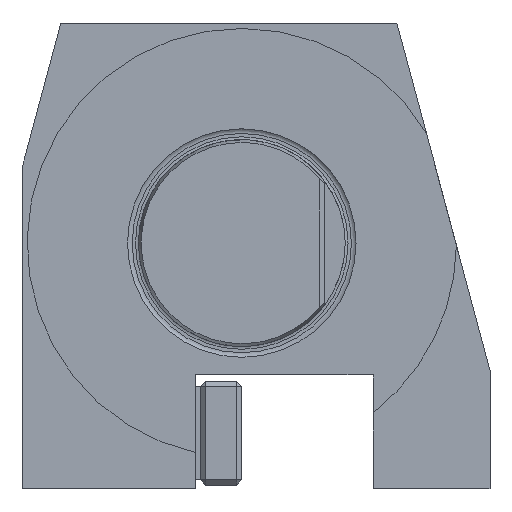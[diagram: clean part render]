
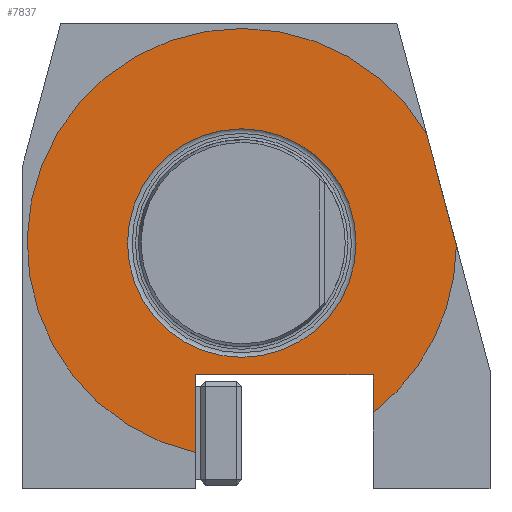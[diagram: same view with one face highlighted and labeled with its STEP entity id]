
A CAD part, front view. The second image highlights one B-rep face of the part: STEP entity #7837.
In plain terms, the highlighted planar face has unit normal (0, -1, 0).
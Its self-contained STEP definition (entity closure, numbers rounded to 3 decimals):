
#1104 = DIRECTION ( 'NONE',  ( 0., 1., 0. ) ) ;
#1442 = DIRECTION ( 'NONE',  ( 0., -1., 0. ) ) ;
#1449 = CARTESIAN_POINT ( 'NONE',  ( 25.4, 0., -32.819 ) ) ;
#1691 = DIRECTION ( 'NONE',  ( 0., -1., 0. ) ) ;
#1809 = AXIS2_PLACEMENT_3D ( 'NONE', #9003, #1442, #7949 ) ;
#1842 = EDGE_LOOP ( 'NONE', ( #13545 ) ) ;
#1951 = ORIENTED_EDGE ( 'NONE', *, *, #7731, .T. ) ;
#2002 = AXIS2_PLACEMENT_3D ( 'NONE', #11439, #1691, #13603 ) ;
#2980 = CARTESIAN_POINT ( 'NONE',  ( -9., 0., -25.5 ) ) ;
#3177 = CIRCLE ( 'NONE', #10408, 41.5 ) ;
#3341 = AXIS2_PLACEMENT_3D ( 'NONE', #6428, #1104, #9735 ) ;
#3719 = DIRECTION ( 'NONE',  ( 0., 0., -1. ) ) ;
#3909 = DIRECTION ( 'NONE',  ( -0.259, 0., 0.966 ) ) ;
#3917 = VERTEX_POINT ( 'NONE', #8468 ) ;
#3983 = EDGE_CURVE ( 'NONE', #3917, #8834, #5827, .T. ) ;
#4162 = DIRECTION ( 'NONE',  ( 0., 0., 1. ) ) ;
#4229 = CARTESIAN_POINT ( 'NONE',  ( -9., 0., 0. ) ) ;
#4365 = FACE_OUTER_BOUND ( 'NONE', #7328, .T. ) ;
#4391 = VERTEX_POINT ( 'NONE', #1449 ) ;
#4684 = CARTESIAN_POINT ( 'NONE',  ( 37.132, 0., 15.884 ) ) ;
#4944 = VECTOR ( 'NONE', #4162, 1000. ) ;
#5436 = VERTEX_POINT ( 'NONE', #2980 ) ;
#5507 = LINE ( 'NONE', #10904, #13088 ) ;
#5644 = DIRECTION ( 'NONE',  ( 0., 1., 0. ) ) ;
#5782 = DIRECTION ( 'NONE',  ( -1., 0., 0. ) ) ;
#5827 = CIRCLE ( 'NONE', #3341, 41.5 ) ;
#6242 = VERTEX_POINT ( 'NONE', #13186 ) ;
#6391 = CARTESIAN_POINT ( 'NONE',  ( 25.4, 0., -25.5 ) ) ;
#6428 = CARTESIAN_POINT ( 'NONE',  ( 0., 0., 0. ) ) ;
#6550 = CARTESIAN_POINT ( 'NONE',  ( 35.733, 0., 21.105 ) ) ;
#6583 = VERTEX_POINT ( 'NONE', #6391 ) ;
#7328 = EDGE_LOOP ( 'NONE', ( #8352, #12995, #1951, #12422, #14016, #7757 ) ) ;
#7341 = VERTEX_POINT ( 'NONE', #10580 ) ;
#7342 = EDGE_CURVE ( 'NONE', #6242, #8834, #9244, .T. ) ;
#7593 = LINE ( 'NONE', #4229, #4944 ) ;
#7731 = EDGE_CURVE ( 'NONE', #5436, #6583, #5507, .T. ) ;
#7757 = ORIENTED_EDGE ( 'NONE', *, *, #7342, .T. ) ;
#7837 = ADVANCED_FACE ( 'Defeature completata2_2', ( #4365, #8838 ), #10375, .T. ) ;
#7949 = DIRECTION ( 'NONE',  ( 1., 0., 0. ) ) ;
#8053 = VECTOR ( 'NONE', #3909, 1000. ) ;
#8352 = ORIENTED_EDGE ( 'NONE', *, *, #3983, .F. ) ;
#8410 = VECTOR ( 'NONE', #3719, 1000. ) ;
#8468 = CARTESIAN_POINT ( 'NONE',  ( -9., 0., -40.512 ) ) ;
#8834 = VERTEX_POINT ( 'NONE', #6550 ) ;
#8838 = FACE_BOUND ( 'NONE', #1842, .T. ) ;
#8895 = CARTESIAN_POINT ( 'NONE',  ( 0., 0., 0. ) ) ;
#8897 = CARTESIAN_POINT ( 'NONE',  ( 25.4, 0., 0. ) ) ;
#9003 = CARTESIAN_POINT ( 'NONE',  ( 0., 0., 0. ) ) ;
#9050 = LINE ( 'NONE', #8897, #8410 ) ;
#9167 = EDGE_CURVE ( 'NONE', #7341, #7341, #13146, .T. ) ;
#9244 = LINE ( 'NONE', #4684, #8053 ) ;
#9735 = DIRECTION ( 'NONE',  ( -1., 0., 0. ) ) ;
#9830 = DIRECTION ( 'NONE',  ( 1., 0., 0. ) ) ;
#10375 = PLANE ( 'NONE',  #2002 ) ;
#10408 = AXIS2_PLACEMENT_3D ( 'NONE', #8895, #5644, #5782 ) ;
#10580 = CARTESIAN_POINT ( 'NONE',  ( 22.095, 0., 0. ) ) ;
#10904 = CARTESIAN_POINT ( 'NONE',  ( -22.15, 0., -25.5 ) ) ;
#10911 = EDGE_CURVE ( 'NONE', #6583, #4391, #9050, .T. ) ;
#11439 = CARTESIAN_POINT ( 'NONE',  ( -22.15, 0., 0. ) ) ;
#12086 = EDGE_CURVE ( 'NONE', #3917, #5436, #7593, .T. ) ;
#12422 = ORIENTED_EDGE ( 'NONE', *, *, #10911, .T. ) ;
#12623 = EDGE_CURVE ( 'NONE', #6242, #4391, #3177, .T. ) ;
#12995 = ORIENTED_EDGE ( 'NONE', *, *, #12086, .T. ) ;
#13088 = VECTOR ( 'NONE', #9830, 1000. ) ;
#13146 = CIRCLE ( 'NONE', #1809, 22.095 ) ;
#13186 = CARTESIAN_POINT ( 'NONE',  ( 41.498, 0., -0.411 ) ) ;
#13545 = ORIENTED_EDGE ( 'NONE', *, *, #9167, .F. ) ;
#13603 = DIRECTION ( 'NONE',  ( 1., 0., 0. ) ) ;
#14016 = ORIENTED_EDGE ( 'NONE', *, *, #12623, .F. ) ;
